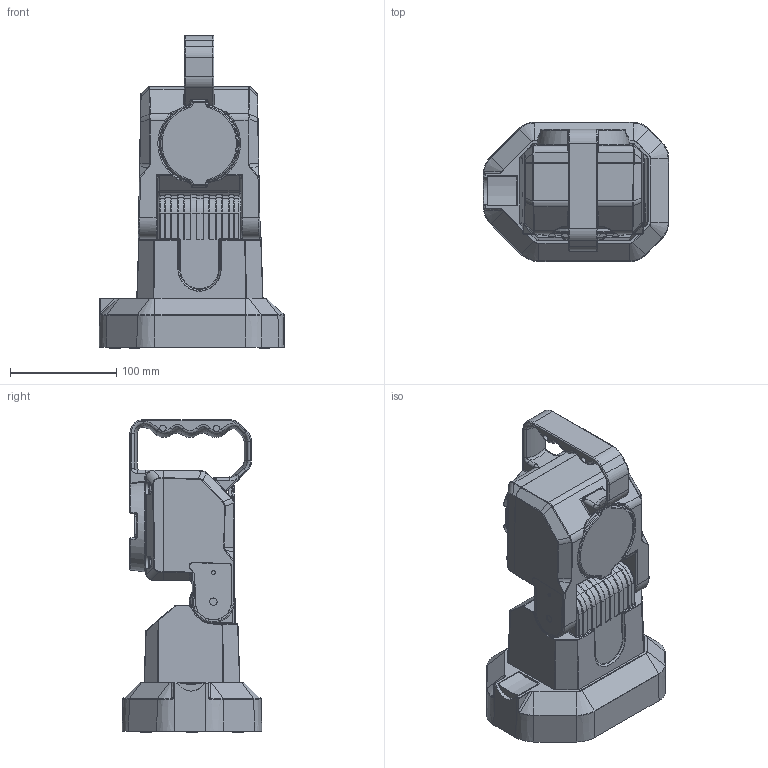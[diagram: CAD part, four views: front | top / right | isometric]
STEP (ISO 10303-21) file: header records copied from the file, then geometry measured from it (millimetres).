
FILE_DESCRIPTION((''),'2;1');
FILE_NAME('','',('none'),('none'),'','','none');
FILE_SCHEMA(('CONFIG_CONTROL_DESIGN'));
Products named in the file (1): EN10050015
Bounding box: 174.5 x 131 x 293.7 mm (x, y, z)
Volume: 2513451.1 mm3; surface area: 248928.6 mm2
Topology: 9 solids, 10 shells, 1372 faces, 3174 edges, 1785 vertices
Faces by surface type: cylinder 454, bspline 306, plane 303, torus 208, cone 60, sphere 18, revolution 15, extrusion 8
Entity records: 58533 total; most frequent: CARTESIAN_POINT 31770, ORIENTED_EDGE 6220, DIRECTION 3973, EDGE_CURVE 3108, AXIS2_PLACEMENT_3D 1962, VERTEX_POINT 1779, EDGE_LOOP 1405, ADVANCED_FACE 1372
